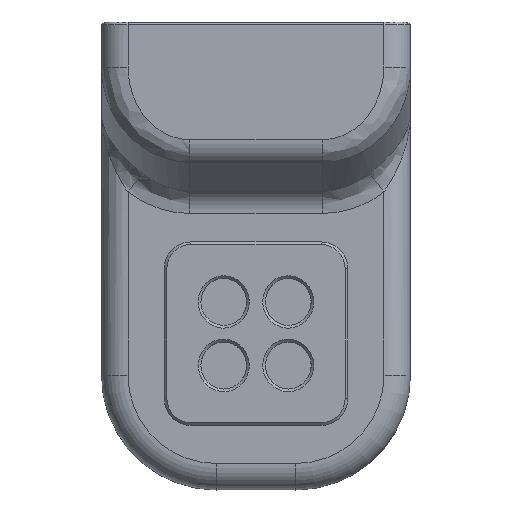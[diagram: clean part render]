
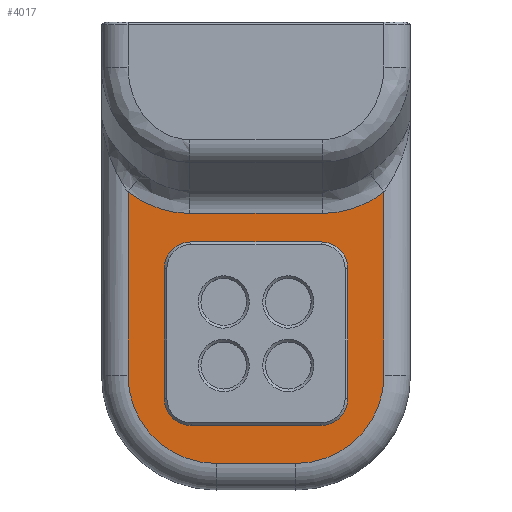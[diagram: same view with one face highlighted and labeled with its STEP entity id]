
A CAD part, top view. The second image highlights one B-rep face of the part: STEP entity #4017.
In plain terms, the highlighted planar face has unit normal (0, 0, 1).
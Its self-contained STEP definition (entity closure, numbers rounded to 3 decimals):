
#45=FACE_BOUND('',#958,.T.);
#96=ELLIPSE('',#4449,15.277,13.);
#97=ELLIPSE('',#4450,15.277,13.);
#234=CIRCLE('',#4205,3.063);
#235=CIRCLE('',#4208,3.007);
#350=CIRCLE('',#4442,3.007);
#351=CIRCLE('',#4445,3.063);
#352=CIRCLE('',#4447,10.);
#353=CIRCLE('',#4448,10.);
#696=FACE_OUTER_BOUND('',#957,.T.);
#957=EDGE_LOOP('',(#3500,#3501,#3502,#3503,#3504,#3505,#3506,#3507));
#958=EDGE_LOOP('',(#3508,#3509,#3510,#3511,#3512,#3513,#3514,#3515));
#1125=LINE('',#6284,#1415);
#1129=LINE('',#6293,#1419);
#1268=LINE('',#7920,#1558);
#1271=LINE('',#7928,#1561);
#1272=LINE('',#7934,#1562);
#1273=LINE('',#7938,#1563);
#1274=LINE('',#7942,#1564);
#1275=LINE('',#7946,#1565);
#1415=VECTOR('',#4881,10.);
#1419=VECTOR('',#4891,10.);
#1558=VECTOR('',#5498,10.);
#1561=VECTOR('',#5507,10.);
#1562=VECTOR('',#5514,10.);
#1563=VECTOR('',#5517,10.);
#1564=VECTOR('',#5520,10.);
#1565=VECTOR('',#5523,10.);
#1749=VERTEX_POINT('',#6281);
#1750=VERTEX_POINT('',#6283);
#1751=VERTEX_POINT('',#6287);
#1752=VERTEX_POINT('',#6291);
#1753=VERTEX_POINT('',#6295);
#1911=VERTEX_POINT('',#7918);
#1912=VERTEX_POINT('',#7922);
#1913=VERTEX_POINT('',#7926);
#1914=VERTEX_POINT('',#7932);
#1915=VERTEX_POINT('',#7933);
#1916=VERTEX_POINT('',#7935);
#1917=VERTEX_POINT('',#7937);
#1918=VERTEX_POINT('',#7939);
#1919=VERTEX_POINT('',#7941);
#1920=VERTEX_POINT('',#7943);
#1921=VERTEX_POINT('',#7945);
#2151=EDGE_CURVE('',#1750,#1749,#1125,.T.);
#2154=EDGE_CURVE('',#1749,#1751,#234,.T.);
#2156=EDGE_CURVE('',#1751,#1752,#1129,.T.);
#2158=EDGE_CURVE('',#1752,#1753,#235,.T.);
#2465=EDGE_CURVE('',#1753,#1911,#1268,.T.);
#2467=EDGE_CURVE('',#1911,#1912,#350,.T.);
#2469=EDGE_CURVE('',#1912,#1913,#1271,.T.);
#2470=EDGE_CURVE('',#1913,#1750,#351,.T.);
#2471=EDGE_CURVE('',#1914,#1915,#1272,.T.);
#2472=EDGE_CURVE('',#1916,#1914,#352,.T.);
#2473=EDGE_CURVE('',#1917,#1916,#1273,.T.);
#2474=EDGE_CURVE('',#1918,#1917,#353,.T.);
#2475=EDGE_CURVE('',#1919,#1918,#1274,.T.);
#2476=EDGE_CURVE('',#1920,#1919,#96,.T.);
#2477=EDGE_CURVE('',#1921,#1920,#1275,.T.);
#2478=EDGE_CURVE('',#1915,#1921,#97,.T.);
#3500=ORIENTED_EDGE('',*,*,#2471,.F.);
#3501=ORIENTED_EDGE('',*,*,#2472,.F.);
#3502=ORIENTED_EDGE('',*,*,#2473,.F.);
#3503=ORIENTED_EDGE('',*,*,#2474,.F.);
#3504=ORIENTED_EDGE('',*,*,#2475,.F.);
#3505=ORIENTED_EDGE('',*,*,#2476,.F.);
#3506=ORIENTED_EDGE('',*,*,#2477,.F.);
#3507=ORIENTED_EDGE('',*,*,#2478,.F.);
#3508=ORIENTED_EDGE('',*,*,#2465,.T.);
#3509=ORIENTED_EDGE('',*,*,#2467,.T.);
#3510=ORIENTED_EDGE('',*,*,#2469,.T.);
#3511=ORIENTED_EDGE('',*,*,#2470,.T.);
#3512=ORIENTED_EDGE('',*,*,#2151,.T.);
#3513=ORIENTED_EDGE('',*,*,#2154,.T.);
#3514=ORIENTED_EDGE('',*,*,#2156,.T.);
#3515=ORIENTED_EDGE('',*,*,#2158,.T.);
#3792=PLANE('',#4446);
#4017=ADVANCED_FACE('',(#696,#45),#3792,.T.);
#4205=AXIS2_PLACEMENT_3D('',#6289,#4886,#4887);
#4208=AXIS2_PLACEMENT_3D('',#6297,#4895,#4896);
#4442=AXIS2_PLACEMENT_3D('',#7924,#5502,#5503);
#4445=AXIS2_PLACEMENT_3D('',#7930,#5510,#5511);
#4446=AXIS2_PLACEMENT_3D('',#7931,#5512,#5513);
#4447=AXIS2_PLACEMENT_3D('',#7936,#5515,#5516);
#4448=AXIS2_PLACEMENT_3D('',#7940,#5518,#5519);
#4449=AXIS2_PLACEMENT_3D('',#7944,#5521,#5522);
#4450=AXIS2_PLACEMENT_3D('',#7947,#5524,#5525);
#4881=DIRECTION('',(-1.,0.,0.));
#4886=DIRECTION('center_axis',(0.,0.,-1.));
#4887=DIRECTION('ref_axis',(-1.,0.,0.));
#4891=DIRECTION('',(0.,1.,0.));
#4895=DIRECTION('center_axis',(0.,0.,-1.));
#4896=DIRECTION('ref_axis',(0.,1.,0.));
#5498=DIRECTION('',(1.,0.,0.));
#5502=DIRECTION('center_axis',(0.,0.,-1.));
#5503=DIRECTION('ref_axis',(1.,0.,0.));
#5507=DIRECTION('',(0.,-1.,0.));
#5510=DIRECTION('center_axis',(0.,0.,-1.));
#5511=DIRECTION('ref_axis',(0.,-1.,0.));
#5512=DIRECTION('center_axis',(0.,0.,1.));
#5513=DIRECTION('ref_axis',(1.,0.,0.));
#5514=DIRECTION('',(0.,1.,0.));
#5515=DIRECTION('center_axis',(0.,0.,-1.));
#5516=DIRECTION('ref_axis',(-0.707,-0.707,0.));
#5517=DIRECTION('',(-1.,0.,0.));
#5518=DIRECTION('center_axis',(0.,0.,-1.));
#5519=DIRECTION('ref_axis',(0.707,-0.707,0.));
#5520=DIRECTION('',(0.,-1.,0.));
#5521=DIRECTION('center_axis',(0.,0.,1.));
#5522=DIRECTION('ref_axis',(0.,-1.,0.));
#5523=DIRECTION('',(1.,0.,0.));
#5524=DIRECTION('center_axis',(0.,0.,1.));
#5525=DIRECTION('ref_axis',(0.,-1.,0.));
#6281=CARTESIAN_POINT('',(-7.338,-23.693,2.));
#6283=CARTESIAN_POINT('',(7.338,-23.693,2.));
#6284=CARTESIAN_POINT('',(-3.669,-23.693,2.));
#6287=CARTESIAN_POINT('',(-10.4,-20.63,2.));
#6289=CARTESIAN_POINT('Origin',(-7.338,-20.63,2.));
#6291=CARTESIAN_POINT('',(-10.4,-5.914,2.));
#6293=CARTESIAN_POINT('',(-10.4,-10.207,2.));
#6295=CARTESIAN_POINT('',(-7.393,-2.907,2.));
#6297=CARTESIAN_POINT('Origin',(-7.393,-5.914,2.));
#7918=CARTESIAN_POINT('',(7.393,-2.907,2.));
#7920=CARTESIAN_POINT('',(3.697,-2.907,2.));
#7922=CARTESIAN_POINT('',(10.4,-5.914,2.));
#7924=CARTESIAN_POINT('Origin',(7.393,-5.914,2.));
#7926=CARTESIAN_POINT('',(10.4,-20.63,2.));
#7928=CARTESIAN_POINT('',(10.4,-17.565,2.));
#7930=CARTESIAN_POINT('Origin',(7.338,-20.63,2.));
#7931=CARTESIAN_POINT('Origin',(0.,-14.5,2.));
#7932=CARTESIAN_POINT('',(-14.5,-18.,2.));
#7933=CARTESIAN_POINT('',(-14.5,2.73,2.));
#7934=CARTESIAN_POINT('',(-14.5,-16.25,2.));
#7935=CARTESIAN_POINT('',(-4.5,-28.,2.));
#7936=CARTESIAN_POINT('Origin',(-4.5,-18.,2.));
#7937=CARTESIAN_POINT('',(4.5,-28.,2.));
#7938=CARTESIAN_POINT('',(2.25,-28.,2.));
#7939=CARTESIAN_POINT('',(14.5,-18.,2.));
#7940=CARTESIAN_POINT('Origin',(4.5,-18.,2.));
#7941=CARTESIAN_POINT('',(14.5,2.73,2.));
#7942=CARTESIAN_POINT('',(14.5,3.75,2.));
#7943=CARTESIAN_POINT('',(7.5,0.326,2.));
#7944=CARTESIAN_POINT('Origin',(7.5,15.604,2.));
#7945=CARTESIAN_POINT('',(-7.5,0.326,2.));
#7946=CARTESIAN_POINT('',(0.,0.326,2.));
#7947=CARTESIAN_POINT('Origin',(-7.5,15.604,2.));
